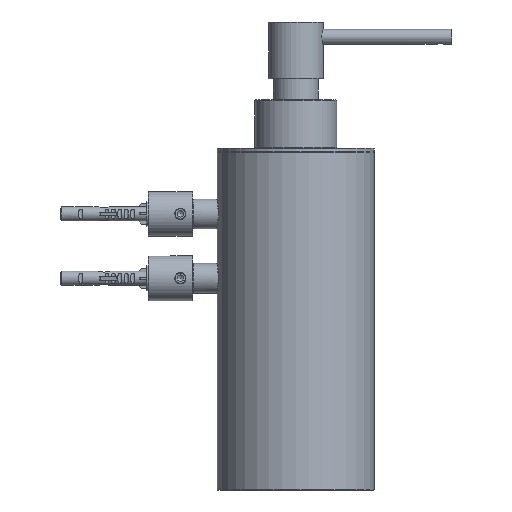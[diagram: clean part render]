
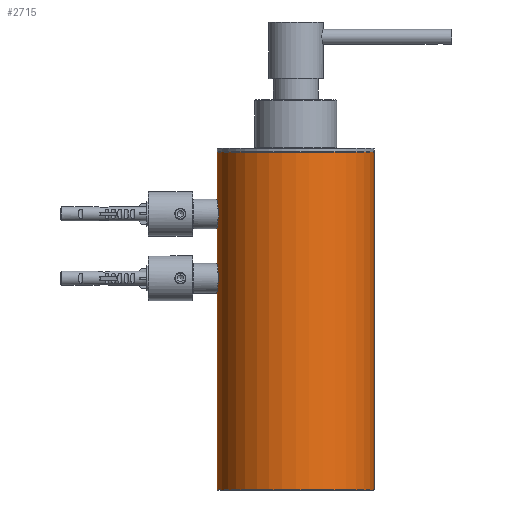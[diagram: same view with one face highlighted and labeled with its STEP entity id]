
A CAD part, front view. The second image highlights one B-rep face of the part: STEP entity #2715.
In plain terms, the highlighted cylindrical face has radius 31.7 mm (diameter 63.4 mm), a full revolution.
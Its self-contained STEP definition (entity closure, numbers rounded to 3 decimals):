
#434=CIRCLE('',#2934,31.7);
#435=CIRCLE('',#2935,31.7);
#531=ORIENTED_EDGE('',*,*,#1049,.T.);
#532=ORIENTED_EDGE('',*,*,#1050,.T.);
#533=ORIENTED_EDGE('',*,*,#1051,.F.);
#534=ORIENTED_EDGE('',*,*,#1052,.F.);
#1049=EDGE_CURVE('',#1308,#1308,#434,.F.);
#1050=EDGE_CURVE('',#1309,#1309,#435,.T.);
#1051=EDGE_CURVE('',#1310,#1310,#1520,.T.);
#1052=EDGE_CURVE('',#1311,#1311,#1521,.T.);
#1308=VERTEX_POINT('',#3911);
#1309=VERTEX_POINT('',#3913);
#1310=VERTEX_POINT('',#3925);
#1311=VERTEX_POINT('',#3937);
#1520=B_SPLINE_CURVE_WITH_KNOTS('',3,(#3914,#3915,#3916,#3917,#3918,#3919,
#3920,#3921,#3922,#3923,#3924),.UNSPECIFIED.,.T.,.F.,(1,1,1,1,1,1,1,1,1,
1,1,1,1,1,1),(-0.004,-0.003,-0.001,
0.,0.001,0.003,0.004,
0.005,0.006,0.008,0.009,
0.01,0.011,0.013,0.014),
 .UNSPECIFIED.);
#1521=B_SPLINE_CURVE_WITH_KNOTS('',3,(#3926,#3927,#3928,#3929,#3930,#3931,
#3932,#3933,#3934,#3935,#3936),.UNSPECIFIED.,.T.,.F.,(1,1,1,1,1,1,1,1,1,
1,1,1,1,1,1),(-0.004,-0.003,-0.001,
0.,0.001,0.003,0.004,
0.005,0.006,0.008,0.009,
0.01,0.011,0.013,0.014),
 .UNSPECIFIED.);
#1572=EDGE_LOOP('',(#531));
#1573=EDGE_LOOP('',(#532));
#1574=EDGE_LOOP('',(#533));
#1575=EDGE_LOOP('',(#534));
#1866=FACE_BOUND('',#1572,.T.);
#1867=FACE_BOUND('',#1573,.T.);
#1868=FACE_BOUND('',#1574,.T.);
#1869=FACE_BOUND('',#1575,.T.);
#2160=CYLINDRICAL_SURFACE('',#2933,31.7);
#2715=ADVANCED_FACE('',(#1866,#1867,#1868,#1869),#2160,.T.);
#2933=AXIS2_PLACEMENT_3D('',#3909,#3219,#3220);
#2934=AXIS2_PLACEMENT_3D('',#3910,#3221,#3222);
#2935=AXIS2_PLACEMENT_3D('',#3912,#3223,#3224);
#3219=DIRECTION('',(0.,0.,-1.));
#3220=DIRECTION('',(-1.,0.,0.));
#3221=DIRECTION('',(0.,0.,-1.));
#3222=DIRECTION('',(-1.,0.,0.));
#3223=DIRECTION('',(0.,0.,-1.));
#3224=DIRECTION('',(-1.,0.,0.));
#3909=CARTESIAN_POINT('',(0.,0.,68.25));
#3910=CARTESIAN_POINT('',(0.,0.,-68.05));
#3911=CARTESIAN_POINT('',(-31.7,0.,-68.05));
#3912=CARTESIAN_POINT('',(0.,0.,68.05));
#3913=CARTESIAN_POINT('',(-31.7,0.,68.05));
#3914=CARTESIAN_POINT('',(-31.679,-1.272,18.519));
#3915=CARTESIAN_POINT('',(-31.71,0.,19.047));
#3916=CARTESIAN_POINT('',(-31.679,1.27,18.52));
#3917=CARTESIAN_POINT('',(-31.648,1.796,17.251));
#3918=CARTESIAN_POINT('',(-31.679,1.271,15.98));
#3919=CARTESIAN_POINT('',(-31.71,0.,15.454));
#3920=CARTESIAN_POINT('',(-31.679,-1.269,15.979));
#3921=CARTESIAN_POINT('',(-31.648,-1.796,17.248));
#3922=CARTESIAN_POINT('',(-31.679,-1.272,18.519));
#3923=CARTESIAN_POINT('',(-31.71,0.,19.047));
#3924=CARTESIAN_POINT('',(-31.679,1.27,18.52));
#3925=CARTESIAN_POINT('',(-31.7,0.,18.871));
#3926=CARTESIAN_POINT('',(-31.679,-1.272,44.519));
#3927=CARTESIAN_POINT('',(-31.71,0.,45.047));
#3928=CARTESIAN_POINT('',(-31.679,1.27,44.52));
#3929=CARTESIAN_POINT('',(-31.648,1.796,43.251));
#3930=CARTESIAN_POINT('',(-31.679,1.271,41.98));
#3931=CARTESIAN_POINT('',(-31.71,0.,41.454));
#3932=CARTESIAN_POINT('',(-31.679,-1.269,41.979));
#3933=CARTESIAN_POINT('',(-31.648,-1.796,43.248));
#3934=CARTESIAN_POINT('',(-31.679,-1.272,44.519));
#3935=CARTESIAN_POINT('',(-31.71,0.,45.047));
#3936=CARTESIAN_POINT('',(-31.679,1.27,44.52));
#3937=CARTESIAN_POINT('',(-31.7,0.,44.871));
